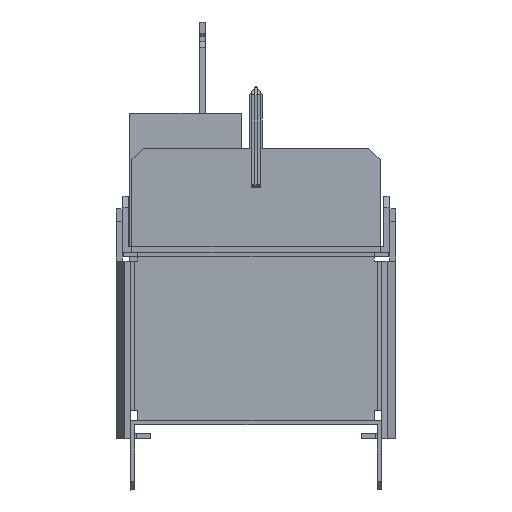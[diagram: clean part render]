
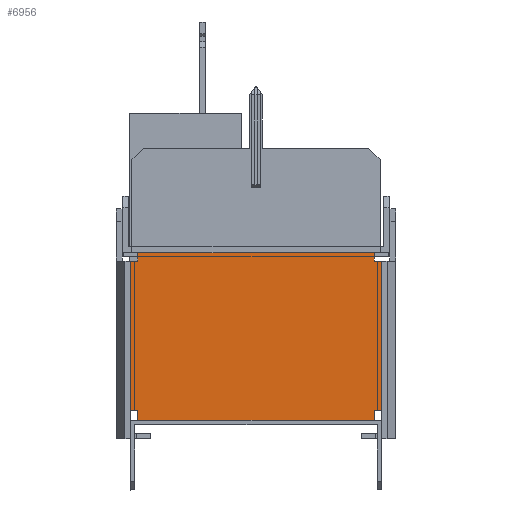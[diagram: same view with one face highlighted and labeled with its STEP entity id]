
A CAD part, front view. The second image highlights one B-rep face of the part: STEP entity #6956.
In plain terms, the highlighted planar face has unit normal (0, -1, 0).
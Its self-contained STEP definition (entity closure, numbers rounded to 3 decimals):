
#5463=DIRECTION('',(1.,0.,0.));
#5464=VECTOR('',#5463,84.);
#5465=CARTESIAN_POINT('',(267.965,15.838,38.393));
#5466=LINE('',#5465,#5464);
#5786=DIRECTION('',(0.,0.,1.));
#5787=VECTOR('',#5786,3.5);
#5788=CARTESIAN_POINT('',(351.965,15.838,38.393));
#5789=LINE('',#5788,#5787);
#5814=DIRECTION('',(-1.,0.,0.));
#5815=VECTOR('',#5814,2.5);
#5816=CARTESIAN_POINT('',(267.965,15.838,41.893));
#5817=LINE('',#5816,#5815);
#5821=DIRECTION('',(0.,0.,1.));
#5822=VECTOR('',#5821,53.);
#5823=CARTESIAN_POINT('',(265.465,15.838,41.893));
#5824=LINE('',#5823,#5822);
#5828=DIRECTION('',(0.,0.,-1.));
#5829=VECTOR('',#5828,3.);
#5830=CARTESIAN_POINT('',(351.965,15.838,97.893));
#5831=LINE('',#5830,#5829);
#5835=DIRECTION('',(1.,0.,0.));
#5836=VECTOR('',#5835,2.5);
#5837=CARTESIAN_POINT('',(351.965,15.838,94.893));
#5838=LINE('',#5837,#5836);
#5842=DIRECTION('',(0.,0.,-1.));
#5843=VECTOR('',#5842,53.);
#5844=CARTESIAN_POINT('',(354.465,15.838,94.893));
#5845=LINE('',#5844,#5843);
#5849=DIRECTION('',(0.,0.,-1.));
#5850=VECTOR('',#5849,3.5);
#5851=CARTESIAN_POINT('',(267.965,15.838,41.893));
#5852=LINE('',#5851,#5850);
#6031=DIRECTION('',(1.,0.,0.));
#6032=VECTOR('',#6031,2.5);
#6033=CARTESIAN_POINT('',(351.965,15.838,41.893));
#6034=LINE('',#6033,#6032);
#6192=DIRECTION('',(-1.,0.,0.));
#6193=VECTOR('',#6192,84.);
#6194=CARTESIAN_POINT('',(351.965,15.838,97.893));
#6195=LINE('',#6194,#6193);
#6276=DIRECTION('',(0.,0.,-1.));
#6277=VECTOR('',#6276,3.);
#6278=CARTESIAN_POINT('',(267.965,15.838,97.893));
#6279=LINE('',#6278,#6277);
#6290=DIRECTION('',(-1.,0.,0.));
#6291=VECTOR('',#6290,2.5);
#6292=CARTESIAN_POINT('',(267.965,15.838,94.893));
#6293=LINE('',#6292,#6291);
#6444=CARTESIAN_POINT('',(267.965,15.838,38.393));
#6445=VERTEX_POINT('',#6444);
#6446=CARTESIAN_POINT('',(351.965,15.838,38.393));
#6447=VERTEX_POINT('',#6446);
#6490=CARTESIAN_POINT('',(351.965,15.838,41.893));
#6491=VERTEX_POINT('',#6490);
#6494=CARTESIAN_POINT('',(267.965,15.838,41.893));
#6495=VERTEX_POINT('',#6494);
#6496=CARTESIAN_POINT('',(265.465,15.838,41.893));
#6497=VERTEX_POINT('',#6496);
#6498=CARTESIAN_POINT('',(265.465,15.838,94.893));
#6499=VERTEX_POINT('',#6498);
#6500=CARTESIAN_POINT('',(267.965,15.838,94.893));
#6501=VERTEX_POINT('',#6500);
#6502=CARTESIAN_POINT('',(267.965,15.838,97.893));
#6503=VERTEX_POINT('',#6502);
#6504=CARTESIAN_POINT('',(351.965,15.838,97.893));
#6505=VERTEX_POINT('',#6504);
#6506=CARTESIAN_POINT('',(351.965,15.838,94.893));
#6507=VERTEX_POINT('',#6506);
#6508=CARTESIAN_POINT('',(354.465,15.838,94.893));
#6509=VERTEX_POINT('',#6508);
#6510=CARTESIAN_POINT('',(354.465,15.838,41.893));
#6511=VERTEX_POINT('',#6510);
#6927=CARTESIAN_POINT('',(267.935,15.838,-56.137));
#6928=DIRECTION('',(0.,1.,0.));
#6929=DIRECTION('',(0.,0.,1.));
#6930=AXIS2_PLACEMENT_3D('',#6927,#6928,#6929);
#6931=PLANE('',#6930);
#6932=ORIENTED_EDGE('',*,*,#6771,.F.);
#6934=ORIENTED_EDGE('',*,*,#6933,.F.);
#6936=ORIENTED_EDGE('',*,*,#6935,.T.);
#6938=ORIENTED_EDGE('',*,*,#6937,.T.);
#6940=ORIENTED_EDGE('',*,*,#6939,.F.);
#6942=ORIENTED_EDGE('',*,*,#6941,.F.);
#6944=ORIENTED_EDGE('',*,*,#6943,.F.);
#6946=ORIENTED_EDGE('',*,*,#6945,.T.);
#6948=ORIENTED_EDGE('',*,*,#6947,.T.);
#6950=ORIENTED_EDGE('',*,*,#6949,.T.);
#6952=ORIENTED_EDGE('',*,*,#6951,.F.);
#6953=ORIENTED_EDGE('',*,*,#6915,.F.);
#6954=EDGE_LOOP('',(#6932,#6934,#6936,#6938,#6940,#6942,#6944,#6946,#6948,#6950,
#6952,#6953));
#6955=FACE_OUTER_BOUND('',#6954,.F.);
#6771=EDGE_CURVE('',#6445,#6447,#5466,.T.);
#6915=EDGE_CURVE('',#6447,#6491,#5789,.T.);
#6933=EDGE_CURVE('',#6495,#6445,#5852,.T.);
#6935=EDGE_CURVE('',#6495,#6497,#5817,.T.);
#6937=EDGE_CURVE('',#6497,#6499,#5824,.T.);
#6939=EDGE_CURVE('',#6501,#6499,#6293,.T.);
#6941=EDGE_CURVE('',#6503,#6501,#6279,.T.);
#6943=EDGE_CURVE('',#6505,#6503,#6195,.T.);
#6945=EDGE_CURVE('',#6505,#6507,#5831,.T.);
#6947=EDGE_CURVE('',#6507,#6509,#5838,.T.);
#6949=EDGE_CURVE('',#6509,#6511,#5845,.T.);
#6951=EDGE_CURVE('',#6491,#6511,#6034,.T.);
#6956=ADVANCED_FACE('',(#6955),#6931,.F.);
